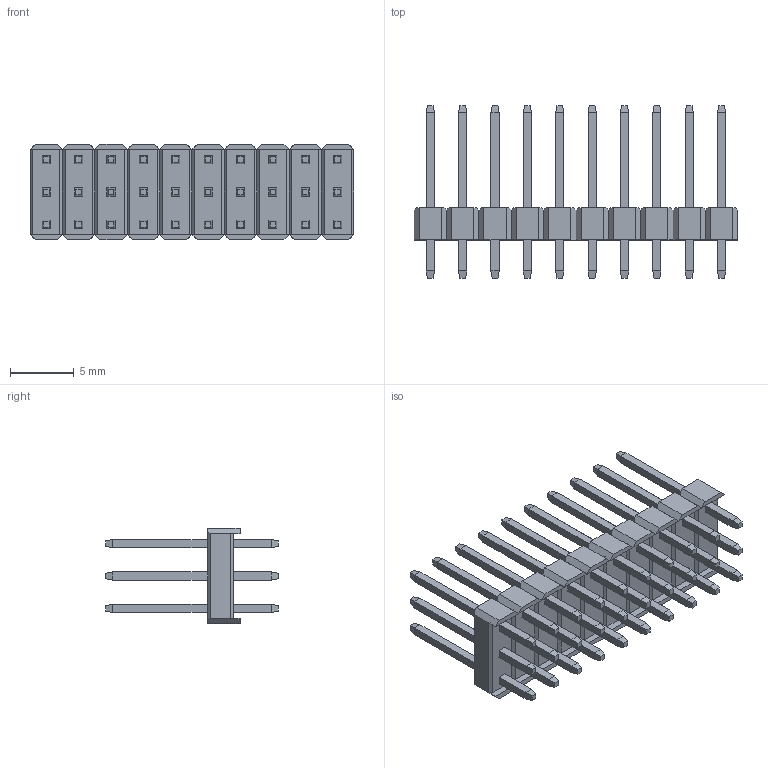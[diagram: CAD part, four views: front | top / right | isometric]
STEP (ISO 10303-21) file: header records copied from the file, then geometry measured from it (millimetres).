
FILE_DESCRIPTION (( 'STEP AP214' ), '1' );
FILE_NAME ('3x10 Male Pin Header.STEP', '2018-11-17T18:49:54', ( 'M.B.I.' ), ( '' ), 'SwSTEP 2.0', '', '' );
FILE_SCHEMA (( 'AUTOMOTIVE_DESIGN' ));
Length unit declared in the file: millimetre
Products named in the file (1): 3x10 Male Pin Header
Bounding box: 25.41 x 13.54 x 7.5 mm (x, y, z)
Volume: 516.3 mm3; surface area: 1760.2 mm2
Topology: 31 solids, 31 shells, 748 faces, 1794 edges, 1108 vertices
Faces by surface type: plane 748
Entity records: 21310 total; most frequent: CARTESIAN_POINT 3651, ORIENTED_EDGE 3588, DIRECTION 3292, EDGE_CURVE 1794, VECTOR 1794, LINE 1794, VERTEX_POINT 1108, EDGE_LOOP 808
